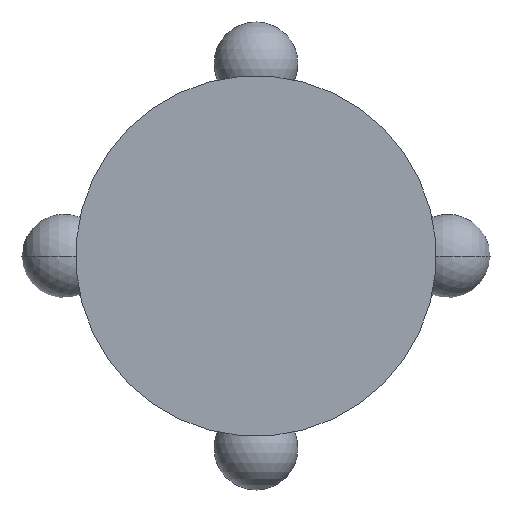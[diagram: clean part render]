
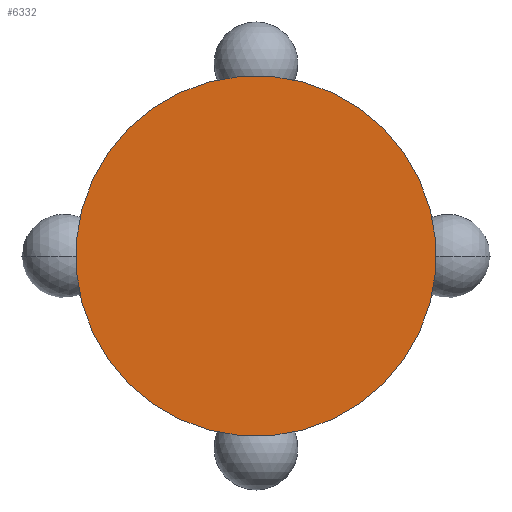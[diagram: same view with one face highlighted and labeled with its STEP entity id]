
A CAD part, front view. The second image highlights one B-rep face of the part: STEP entity #6332.
In plain terms, the highlighted planar face has unit normal (0, -1, 0).
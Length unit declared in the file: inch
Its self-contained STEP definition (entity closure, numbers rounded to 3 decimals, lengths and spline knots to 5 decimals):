
#3025=CARTESIAN_POINT('',(0.,-1.55,0.));
#3026=DIRECTION('',(0.,-1.,0.));
#3027=DIRECTION('',(0.707,0.,0.707));
#3028=AXIS2_PLACEMENT_3D('',#3025,#3026,#3027);
#3035=CARTESIAN_POINT('',(0.,-1.55,0.));
#3036=DIRECTION('',(0.,1.,0.));
#3037=DIRECTION('',(0.707,0.,0.707));
#3038=AXIS2_PLACEMENT_3D('',#3035,#3036,#3037);
#4165=CARTESIAN_POINT('',(0.83615,-1.55,0.83615));
#4166=CARTESIAN_POINT('',(-0.83615,-1.55,-0.83615));
#4167=VERTEX_POINT('',#4165);
#4168=VERTEX_POINT('',#4166);
#6322=CARTESIAN_POINT('',(0.,-1.55,0.));
#6323=DIRECTION('',(0.,-1.,0.));
#6324=DIRECTION('',(-0.707,0.,-0.707));
#6325=AXIS2_PLACEMENT_3D('',#6322,#6323,#6324);
#6326=PLANE('',#6325);
#6327=ORIENTED_EDGE('',*,*,#6312,.F.);
#6329=ORIENTED_EDGE('',*,*,#6328,.T.);
#6330=EDGE_LOOP('',(#6327,#6329));
#6331=FACE_OUTER_BOUND('',#6330,.F.);
#6332=ADVANCED_FACE('',(#6331),#6326,.T.);
#3029=CIRCLE('',#3028,1.1825);
#3039=CIRCLE('',#3038,1.1825);
#6312=EDGE_CURVE('',#4167,#4168,#3029,.T.);
#6328=EDGE_CURVE('',#4167,#4168,#3039,.T.);
